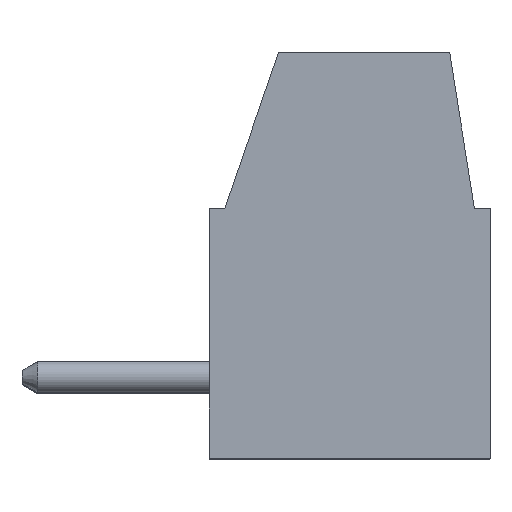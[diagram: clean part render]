
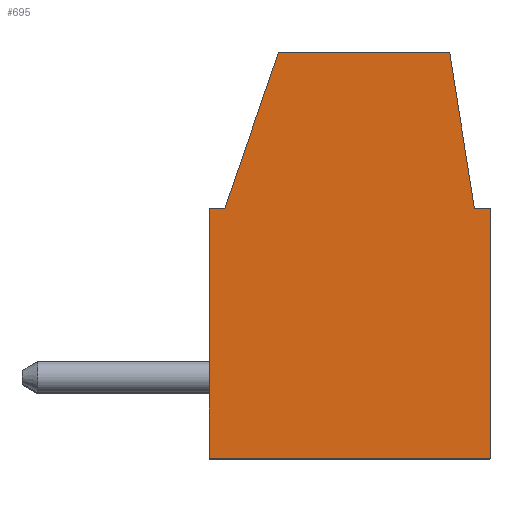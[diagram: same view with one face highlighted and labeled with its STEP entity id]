
A CAD part, top view. The second image highlights one B-rep face of the part: STEP entity #695.
In plain terms, the highlighted planar face has unit normal (0, 0, 1).
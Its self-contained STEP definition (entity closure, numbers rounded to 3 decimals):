
#695 = ADVANCED_FACE( '', ( #1457 ), #1458, .T. );
#1457 = FACE_OUTER_BOUND( '', #2288, .T. );
#1458 = PLANE( '', #2289 );
#2288 = EDGE_LOOP( '', ( #4310, #4311, #4312, #4313, #4314, #4315, #4316, #4317 ) );
#2289 = AXIS2_PLACEMENT_3D( '', #4318, #4319, #4320 );
#4310 = ORIENTED_EDGE( '', *, *, #5810, .F. );
#4311 = ORIENTED_EDGE( '', *, *, #5539, .F. );
#4312 = ORIENTED_EDGE( '', *, *, #5915, .F. );
#4313 = ORIENTED_EDGE( '', *, *, #5916, .F. );
#4314 = ORIENTED_EDGE( '', *, *, #5109, .T. );
#4315 = ORIENTED_EDGE( '', *, *, #5511, .T. );
#4316 = ORIENTED_EDGE( '', *, *, #5566, .F. );
#4317 = ORIENTED_EDGE( '', *, *, #5575, .T. );
#4318 = CARTESIAN_POINT( '', ( -78.426, -26.995, 0. ) );
#4319 = DIRECTION( '', ( 0., 0., 1. ) );
#4320 = DIRECTION( '', ( 0., -1., 0. ) );
#5109 = EDGE_CURVE( '', #6141, #6142, #6143, .T. );
#5511 = EDGE_CURVE( '', #6142, #6813, #6815, .T. );
#5539 = EDGE_CURVE( '', #6853, #6854, #6855, .T. );
#5566 = EDGE_CURVE( '', #6892, #6813, #6893, .T. );
#5575 = EDGE_CURVE( '', #6892, #6902, #6903, .T. );
#5810 = EDGE_CURVE( '', #6854, #6902, #7251, .T. );
#5915 = EDGE_CURVE( '', #7391, #6853, #7392, .T. );
#5916 = EDGE_CURVE( '', #6141, #7391, #7393, .T. );
#6141 = VERTEX_POINT( '', #7660 );
#6142 = VERTEX_POINT( '', #7661 );
#6143 = LINE( '', #7662, #7663 );
#6813 = VERTEX_POINT( '', #8623 );
#6815 = LINE( '', #8626, #8627 );
#6853 = VERTEX_POINT( '', #8676 );
#6854 = VERTEX_POINT( '', #8677 );
#6855 = LINE( '', #8678, #8679 );
#6892 = VERTEX_POINT( '', #8733 );
#6893 = LINE( '', #8734, #8735 );
#6902 = VERTEX_POINT( '', #8749 );
#6903 = LINE( '', #8750, #8751 );
#7251 = LINE( '', #9254, #9255 );
#7391 = VERTEX_POINT( '', #9459 );
#7392 = LINE( '', #9460, #9461 );
#7393 = LINE( '', #9462, #9463 );
#7660 = CARTESIAN_POINT( '', ( -9., 0., 0. ) );
#7661 = CARTESIAN_POINT( '', ( 0., 0., 0. ) );
#7662 = CARTESIAN_POINT( '', ( 9.524, 0., 0. ) );
#7663 = VECTOR( '', #9708, 1000. );
#8623 = CARTESIAN_POINT( '', ( 0., 8., 0. ) );
#8626 = CARTESIAN_POINT( '', ( 0., 16.118, 0. ) );
#8627 = VECTOR( '', #10126, 1000. );
#8676 = CARTESIAN_POINT( '', ( -8.5, 8., 0. ) );
#8677 = CARTESIAN_POINT( '', ( -6.778, 13., 0. ) );
#8678 = CARTESIAN_POINT( '', ( -8.5, 8., 0. ) );
#8679 = VECTOR( '', #10159, 1000. );
#8733 = CARTESIAN_POINT( '', ( -0.5, 8., 0. ) );
#8734 = CARTESIAN_POINT( '', ( 9.524, 8., 0. ) );
#8735 = VECTOR( '', #10183, 1000. );
#8749 = CARTESIAN_POINT( '', ( -1.292, 13., 0. ) );
#8750 = CARTESIAN_POINT( '', ( -0.5, 8., 0. ) );
#8751 = VECTOR( '', #10189, 1000. );
#9254 = CARTESIAN_POINT( '', ( 9.524, 13., 0. ) );
#9255 = VECTOR( '', #10417, 1000. );
#9459 = CARTESIAN_POINT( '', ( -9., 8., 0. ) );
#9460 = CARTESIAN_POINT( '', ( 9.524, 8., 0. ) );
#9461 = VECTOR( '', #10521, 1000. );
#9462 = CARTESIAN_POINT( '', ( -9., 16.118, 0. ) );
#9463 = VECTOR( '', #10522, 1000. );
#9708 = DIRECTION( '', ( 1., 0., 0. ) );
#10126 = DIRECTION( '', ( 0., 1., 0. ) );
#10159 = DIRECTION( '', ( 0.326, 0.946, 0. ) );
#10183 = DIRECTION( '', ( 1., 0., 0. ) );
#10189 = DIRECTION( '', ( -0.156, 0.988, 0. ) );
#10417 = DIRECTION( '', ( 1., 0., 0. ) );
#10521 = DIRECTION( '', ( 1., 0., 0. ) );
#10522 = DIRECTION( '', ( 0., 1., 0. ) );
